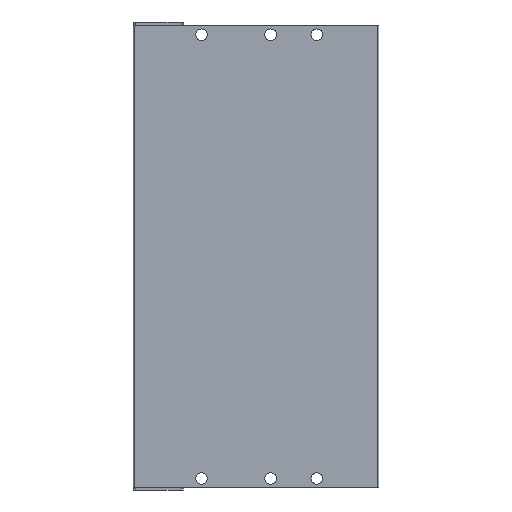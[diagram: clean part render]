
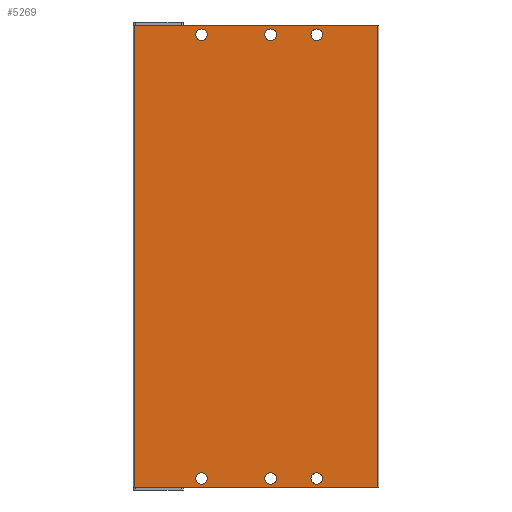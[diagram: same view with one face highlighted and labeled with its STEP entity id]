
A CAD part, front view. The second image highlights one B-rep face of the part: STEP entity #5269.
In plain terms, the highlighted planar face has unit normal (0, -1, 0).
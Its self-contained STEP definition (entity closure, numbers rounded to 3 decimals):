
#3 = FACE_BOUND ( 'NONE', #4040, .T. ) ;
#22 = AXIS2_PLACEMENT_3D ( 'NONE', #595, #5091, #3817 ) ;
#49 = FACE_BOUND ( 'NONE', #5060, .T. ) ;
#76 = DIRECTION ( 'NONE',  ( 0., 1., 0. ) ) ;
#241 = LINE ( 'NONE', #4635, #5443 ) ;
#277 = CARTESIAN_POINT ( 'NONE',  ( 29.7, 0., -4. ) ) ;
#442 = ORIENTED_EDGE ( 'NONE', *, *, #4823, .T. ) ;
#475 = DIRECTION ( 'NONE',  ( 0., 0., -1. ) ) ;
#559 = CARTESIAN_POINT ( 'NONE',  ( 0.5, 0., -200.5 ) ) ;
#595 = CARTESIAN_POINT ( 'NONE',  ( 0.5, 0., -200.5 ) ) ;
#647 = CIRCLE ( 'NONE', #5662, 2.5 ) ;
#672 = CIRCLE ( 'NONE', #6778, 2.5 ) ;
#714 = VERTEX_POINT ( 'NONE', #3297 ) ;
#840 = EDGE_CURVE ( 'NONE', #4632, #5138, #672, .T. ) ;
#915 = AXIS2_PLACEMENT_3D ( 'NONE', #6697, #2309, #3047 ) ;
#1065 = CIRCLE ( 'NONE', #7434, 2.5 ) ;
#1116 = ORIENTED_EDGE ( 'NONE', *, *, #6356, .T. ) ;
#1210 = VERTEX_POINT ( 'NONE', #2942 ) ;
#1347 = LINE ( 'NONE', #1386, #3720 ) ;
#1353 = CARTESIAN_POINT ( 'NONE',  ( 79.7, 0., -1.5 ) ) ;
#1386 = CARTESIAN_POINT ( 'NONE',  ( 0.5, 0., -200.5 ) ) ;
#1631 = DIRECTION ( 'NONE',  ( 0., 0., -1. ) ) ;
#1702 = VERTEX_POINT ( 'NONE', #8169 ) ;
#1709 = CARTESIAN_POINT ( 'NONE',  ( 29.7, 0., -196.5 ) ) ;
#1754 = DIRECTION ( 'NONE',  ( 0., 1., 0. ) ) ;
#1856 = EDGE_CURVE ( 'NONE', #6317, #5460, #6052, .T. ) ;
#1933 = DIRECTION ( 'NONE',  ( 1., 0., 0. ) ) ;
#1994 = AXIS2_PLACEMENT_3D ( 'NONE', #2266, #4790, #7328 ) ;
#2194 = EDGE_CURVE ( 'NONE', #5539, #3319, #2623, .T. ) ;
#2231 = CARTESIAN_POINT ( 'NONE',  ( 29.7, 0., -199. ) ) ;
#2238 = VERTEX_POINT ( 'NONE', #6988 ) ;
#2266 = CARTESIAN_POINT ( 'NONE',  ( 59.7, 0., -196.5 ) ) ;
#2309 = DIRECTION ( 'NONE',  ( 0., 1., 0. ) ) ;
#2464 = ORIENTED_EDGE ( 'NONE', *, *, #2905, .T. ) ;
#2496 = EDGE_CURVE ( 'NONE', #1702, #714, #3671, .T. ) ;
#2527 = VERTEX_POINT ( 'NONE', #7899 ) ;
#2585 = CARTESIAN_POINT ( 'NONE',  ( 29.7, 0., -196.5 ) ) ;
#2623 = LINE ( 'NONE', #559, #4053 ) ;
#2875 = CARTESIAN_POINT ( 'NONE',  ( 59.7, 0., -4. ) ) ;
#2905 = EDGE_CURVE ( 'NONE', #2527, #2238, #647, .T. ) ;
#2907 = ORIENTED_EDGE ( 'NONE', *, *, #2194, .T. ) ;
#2917 = CIRCLE ( 'NONE', #4901, 2.5 ) ;
#2942 = CARTESIAN_POINT ( 'NONE',  ( 106.2, 0., -200.5 ) ) ;
#2948 = ORIENTED_EDGE ( 'NONE', *, *, #3106, .T. ) ;
#2951 = CARTESIAN_POINT ( 'NONE',  ( 0.5, 0., 0. ) ) ;
#2966 = DIRECTION ( 'NONE',  ( 0., 1., 0. ) ) ;
#3010 = VERTEX_POINT ( 'NONE', #4741 ) ;
#3011 = EDGE_CURVE ( 'NONE', #5460, #6317, #7136, .T. ) ;
#3031 = CARTESIAN_POINT ( 'NONE',  ( 106.2, 0., 0. ) ) ;
#3047 = DIRECTION ( 'NONE',  ( 0., 0., -1. ) ) ;
#3061 = AXIS2_PLACEMENT_3D ( 'NONE', #1709, #1754, #4224 ) ;
#3106 = EDGE_CURVE ( 'NONE', #3971, #7430, #6875, .T. ) ;
#3169 = DIRECTION ( 'NONE',  ( 0., 0., -1. ) ) ;
#3191 = CIRCLE ( 'NONE', #3061, 2.5 ) ;
#3194 = PLANE ( 'NONE',  #22 ) ;
#3247 = EDGE_LOOP ( 'NONE', ( #3970, #4751 ) ) ;
#3255 = DIRECTION ( 'NONE',  ( 0., 1., 0. ) ) ;
#3297 = CARTESIAN_POINT ( 'NONE',  ( 79.7, 0., -194. ) ) ;
#3319 = VERTEX_POINT ( 'NONE', #4696 ) ;
#3431 = DIRECTION ( 'NONE',  ( 0., 0., 1. ) ) ;
#3451 = AXIS2_PLACEMENT_3D ( 'NONE', #3699, #2966, #5561 ) ;
#3549 = AXIS2_PLACEMENT_3D ( 'NONE', #277, #4038, #7281 ) ;
#3616 = ORIENTED_EDGE ( 'NONE', *, *, #1856, .T. ) ;
#3657 = DIRECTION ( 'NONE',  ( 0., 1., 0. ) ) ;
#3671 = CIRCLE ( 'NONE', #4336, 2.5 ) ;
#3699 = CARTESIAN_POINT ( 'NONE',  ( 59.7, 0., -4. ) ) ;
#3720 = VECTOR ( 'NONE', #1933, 1000. ) ;
#3817 = DIRECTION ( 'NONE',  ( 0., 0., -1. ) ) ;
#3855 = FACE_BOUND ( 'NONE', #7612, .T. ) ;
#3880 = CARTESIAN_POINT ( 'NONE',  ( 59.7, 0., -196.5 ) ) ;
#3932 = CARTESIAN_POINT ( 'NONE',  ( 29.7, 0., -6.5 ) ) ;
#3970 = ORIENTED_EDGE ( 'NONE', *, *, #5940, .T. ) ;
#3971 = VERTEX_POINT ( 'NONE', #5538 ) ;
#4038 = DIRECTION ( 'NONE',  ( 0., 1., 0. ) ) ;
#4040 = EDGE_LOOP ( 'NONE', ( #6827, #4992 ) ) ;
#4053 = VECTOR ( 'NONE', #3169, 1000. ) ;
#4117 = DIRECTION ( 'NONE',  ( 0., 1., 0. ) ) ;
#4224 = DIRECTION ( 'NONE',  ( 0., 0., -1. ) ) ;
#4262 = EDGE_CURVE ( 'NONE', #2238, #2527, #4760, .T. ) ;
#4336 = AXIS2_PLACEMENT_3D ( 'NONE', #4894, #4852, #1631 ) ;
#4566 = EDGE_CURVE ( 'NONE', #714, #1702, #2917, .T. ) ;
#4632 = VERTEX_POINT ( 'NONE', #6649 ) ;
#4635 = CARTESIAN_POINT ( 'NONE',  ( 106.2, 0., -200.5 ) ) ;
#4643 = CIRCLE ( 'NONE', #3451, 2.5 ) ;
#4696 = CARTESIAN_POINT ( 'NONE',  ( 0.5, 0., -200.5 ) ) ;
#4741 = CARTESIAN_POINT ( 'NONE',  ( 29.7, 0., -194. ) ) ;
#4751 = ORIENTED_EDGE ( 'NONE', *, *, #840, .T. ) ;
#4760 = CIRCLE ( 'NONE', #1994, 2.5 ) ;
#4790 = DIRECTION ( 'NONE',  ( 0., 1., 0. ) ) ;
#4823 = EDGE_CURVE ( 'NONE', #7430, #3971, #1065, .T. ) ;
#4848 = ORIENTED_EDGE ( 'NONE', *, *, #4566, .T. ) ;
#4852 = DIRECTION ( 'NONE',  ( 0., 1., 0. ) ) ;
#4885 = CARTESIAN_POINT ( 'NONE',  ( 0.5, 0., 0. ) ) ;
#4894 = CARTESIAN_POINT ( 'NONE',  ( 79.7, 0., -196.5 ) ) ;
#4901 = AXIS2_PLACEMENT_3D ( 'NONE', #7035, #3255, #5070 ) ;
#4926 = EDGE_CURVE ( 'NONE', #6834, #3010, #7301, .T. ) ;
#4943 = EDGE_CURVE ( 'NONE', #3319, #1210, #1347, .T. ) ;
#4992 = ORIENTED_EDGE ( 'NONE', *, *, #5165, .T. ) ;
#5036 = AXIS2_PLACEMENT_3D ( 'NONE', #2585, #7571, #6284 ) ;
#5060 = EDGE_LOOP ( 'NONE', ( #2948, #442 ) ) ;
#5070 = DIRECTION ( 'NONE',  ( 0., 0., -1. ) ) ;
#5091 = DIRECTION ( 'NONE',  ( 0., -1., 0. ) ) ;
#5138 = VERTEX_POINT ( 'NONE', #6105 ) ;
#5165 = EDGE_CURVE ( 'NONE', #3010, #6834, #3191, .T. ) ;
#5261 = CARTESIAN_POINT ( 'NONE',  ( 29.7, 0., -1.5 ) ) ;
#5269 = ADVANCED_FACE ( 'NONE', ( #8188, #6273, #8150, #49, #3, #7559, #3855 ), #3194, .T. ) ;
#5443 = VECTOR ( 'NONE', #3431, 1000. ) ;
#5460 = VERTEX_POINT ( 'NONE', #3932 ) ;
#5538 = CARTESIAN_POINT ( 'NONE',  ( 79.7, 0., -6.5 ) ) ;
#5539 = VERTEX_POINT ( 'NONE', #4885 ) ;
#5560 = DIRECTION ( 'NONE',  ( 0., 1., 0. ) ) ;
#5561 = DIRECTION ( 'NONE',  ( 0., 0., -1. ) ) ;
#5662 = AXIS2_PLACEMENT_3D ( 'NONE', #3880, #76, #6421 ) ;
#5842 = ORIENTED_EDGE ( 'NONE', *, *, #6704, .T. ) ;
#5910 = CARTESIAN_POINT ( 'NONE',  ( 29.7, 0., -4. ) ) ;
#5940 = EDGE_CURVE ( 'NONE', #5138, #4632, #4643, .T. ) ;
#6052 = CIRCLE ( 'NONE', #6179, 2.5 ) ;
#6105 = CARTESIAN_POINT ( 'NONE',  ( 59.7, 0., -6.5 ) ) ;
#6147 = LINE ( 'NONE', #2951, #7706 ) ;
#6179 = AXIS2_PLACEMENT_3D ( 'NONE', #5910, #4117, #7908 ) ;
#6273 = FACE_BOUND ( 'NONE', #7283, .T. ) ;
#6279 = EDGE_LOOP ( 'NONE', ( #2464, #8057 ) ) ;
#6284 = DIRECTION ( 'NONE',  ( 0., 0., -1. ) ) ;
#6317 = VERTEX_POINT ( 'NONE', #5261 ) ;
#6356 = EDGE_CURVE ( 'NONE', #6390, #5539, #6147, .T. ) ;
#6390 = VERTEX_POINT ( 'NONE', #3031 ) ;
#6421 = DIRECTION ( 'NONE',  ( 0., 0., -1. ) ) ;
#6423 = EDGE_LOOP ( 'NONE', ( #7927, #5842, #1116, #2907 ) ) ;
#6649 = CARTESIAN_POINT ( 'NONE',  ( 59.7, 0., -1.5 ) ) ;
#6697 = CARTESIAN_POINT ( 'NONE',  ( 79.7, 0., -4. ) ) ;
#6704 = EDGE_CURVE ( 'NONE', #1210, #6390, #241, .T. ) ;
#6778 = AXIS2_PLACEMENT_3D ( 'NONE', #2875, #3657, #475 ) ;
#6827 = ORIENTED_EDGE ( 'NONE', *, *, #4926, .T. ) ;
#6834 = VERTEX_POINT ( 'NONE', #2231 ) ;
#6875 = CIRCLE ( 'NONE', #915, 2.5 ) ;
#6988 = CARTESIAN_POINT ( 'NONE',  ( 59.7, 0., -194. ) ) ;
#6996 = ORIENTED_EDGE ( 'NONE', *, *, #2496, .T. ) ;
#7035 = CARTESIAN_POINT ( 'NONE',  ( 79.7, 0., -196.5 ) ) ;
#7136 = CIRCLE ( 'NONE', #3549, 2.5 ) ;
#7281 = DIRECTION ( 'NONE',  ( 0., 0., -1. ) ) ;
#7283 = EDGE_LOOP ( 'NONE', ( #8009, #3616 ) ) ;
#7301 = CIRCLE ( 'NONE', #5036, 2.5 ) ;
#7328 = DIRECTION ( 'NONE',  ( 0., 0., -1. ) ) ;
#7389 = DIRECTION ( 'NONE',  ( -1., 0., 0. ) ) ;
#7430 = VERTEX_POINT ( 'NONE', #1353 ) ;
#7434 = AXIS2_PLACEMENT_3D ( 'NONE', #7990, #5560, #7488 ) ;
#7488 = DIRECTION ( 'NONE',  ( 0., 0., -1. ) ) ;
#7559 = FACE_BOUND ( 'NONE', #6279, .T. ) ;
#7571 = DIRECTION ( 'NONE',  ( 0., 1., 0. ) ) ;
#7612 = EDGE_LOOP ( 'NONE', ( #6996, #4848 ) ) ;
#7706 = VECTOR ( 'NONE', #7389, 1000. ) ;
#7899 = CARTESIAN_POINT ( 'NONE',  ( 59.7, 0., -199. ) ) ;
#7908 = DIRECTION ( 'NONE',  ( 0., 0., -1. ) ) ;
#7927 = ORIENTED_EDGE ( 'NONE', *, *, #4943, .T. ) ;
#7990 = CARTESIAN_POINT ( 'NONE',  ( 79.7, 0., -4. ) ) ;
#8009 = ORIENTED_EDGE ( 'NONE', *, *, #3011, .T. ) ;
#8057 = ORIENTED_EDGE ( 'NONE', *, *, #4262, .T. ) ;
#8150 = FACE_BOUND ( 'NONE', #3247, .T. ) ;
#8169 = CARTESIAN_POINT ( 'NONE',  ( 79.7, 0., -199. ) ) ;
#8188 = FACE_OUTER_BOUND ( 'NONE', #6423, .T. ) ;
